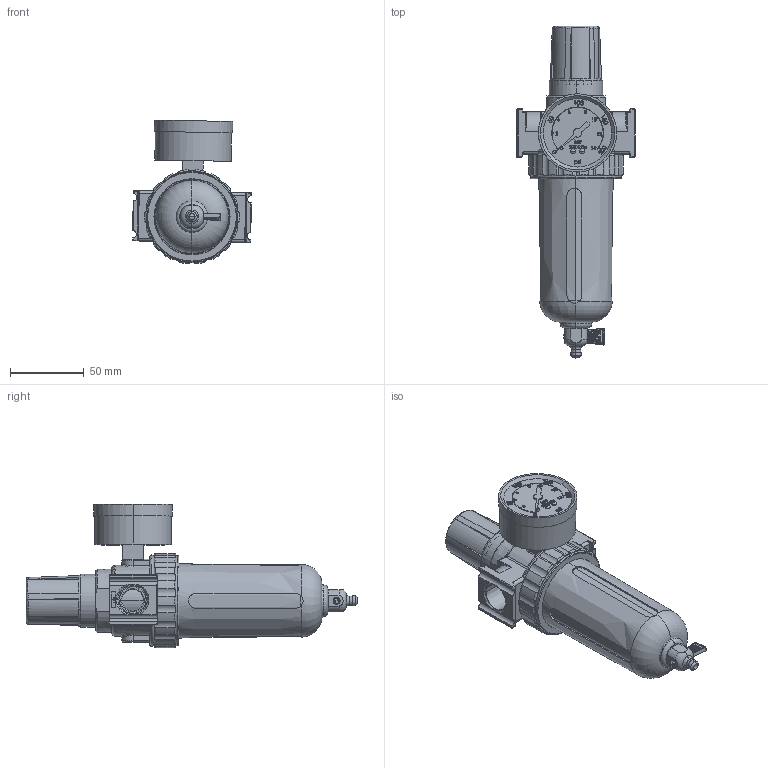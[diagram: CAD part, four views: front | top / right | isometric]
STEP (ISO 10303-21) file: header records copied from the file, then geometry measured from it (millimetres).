
FILE_DESCRIPTION (( 'STEP AP214' ), '1' );
FILE_NAME ('FR89.STEP', '2021-11-16T08:51:03', ( 'User' ), ( '' ), 'SwSTEP 2.0', 'SolidWorks 2014', '' );
FILE_SCHEMA (( 'AUTOMOTIVE_DESIGN' ));
Length unit declared in the file: millimetre
Products named in the file (20): R8901(4分); F8003; F8002; R8010; FR89; R8002; F8004; F5012; F5010; 2-埋入式壓力錶
Assembly tree (10 placements, depth 2):
  R8010
  FR89
    R8901(4分)
  R8002
  F8004
  F5012
Bounding box: 80.54 x 224.74 x 97.33 mm (x, y, z)
Volume: 224528.5 mm3; surface area: 132205.8 mm2
Topology: 9 solids, 9 shells, 1640 faces, 4179 edges, 2622 vertices
Faces by surface type: plane 718, cylinder 363, bspline 323, torus 133, cone 70, sphere 33
Entity records: 74845 total; most frequent: CARTESIAN_POINT 32789, ORIENTED_EDGE 8242, DIRECTION 6853, EDGE_CURVE 4121, VERTEX_POINT 2617, AXIS2_PLACEMENT_3D 2399, LINE 2055, VECTOR 2055
